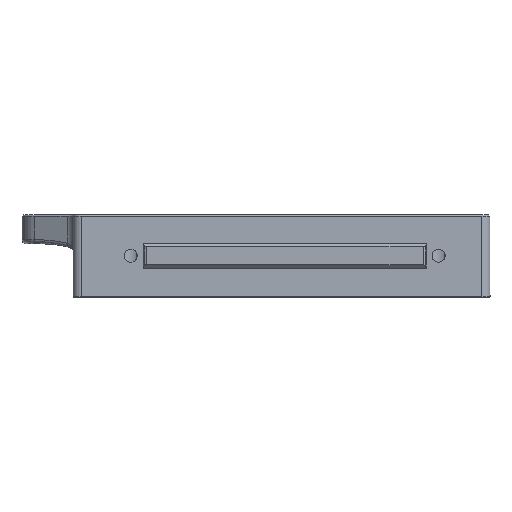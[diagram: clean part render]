
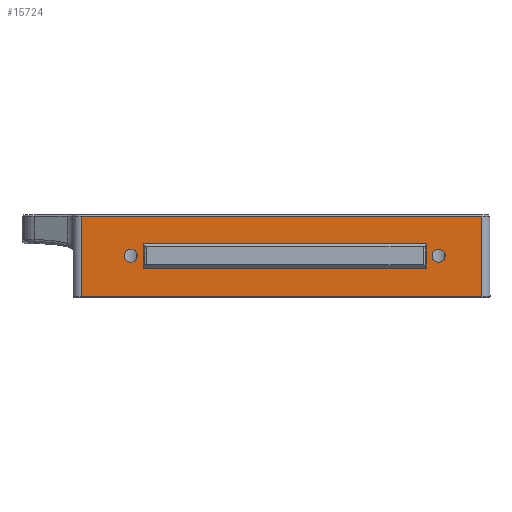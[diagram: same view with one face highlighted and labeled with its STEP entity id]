
A CAD part, top view. The second image highlights one B-rep face of the part: STEP entity #15724.
In plain terms, the highlighted planar face has unit normal (0, 0, 1).
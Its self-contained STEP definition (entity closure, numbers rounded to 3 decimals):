
#286 = FACE_BOUND ( 'NONE', #14532, .T. ) ;
#305 = ORIENTED_EDGE ( 'NONE', *, *, #8042, .T. ) ;
#365 = EDGE_CURVE ( 'NONE', #16662, #9674, #14261, .T. ) ;
#445 = DIRECTION ( 'NONE',  ( -1., 0., 0. ) ) ;
#488 = DIRECTION ( 'NONE',  ( 0., 0., -1. ) ) ;
#615 = EDGE_LOOP ( 'NONE', ( #5609, #8825 ) ) ;
#751 = CARTESIAN_POINT ( 'NONE',  ( -38.374, 22.572, 118.684 ) ) ;
#759 = CARTESIAN_POINT ( 'NONE',  ( -17.274, 19.572, 118.684 ) ) ;
#810 = DIRECTION ( 'NONE',  ( -1., 0., 0. ) ) ;
#893 = CARTESIAN_POINT ( 'NONE',  ( -89.274, 22.572, 118.684 ) ) ;
#1081 = VERTEX_POINT ( 'NONE', #10238 ) ;
#1091 = EDGE_CURVE ( 'NONE', #1081, #15360, #7096, .T. ) ;
#1129 = CARTESIAN_POINT ( 'NONE',  ( -6.774, 29.172, 118.684 ) ) ;
#1153 = ORIENTED_EDGE ( 'NONE', *, *, #11822, .T. ) ;
#1392 = FACE_BOUND ( 'NONE', #15524, .T. ) ;
#1515 = DIRECTION ( 'NONE',  ( 0., 1., 0. ) ) ;
#1720 = EDGE_CURVE ( 'NONE', #8179, #13467, #12045, .T. ) ;
#1802 = CARTESIAN_POINT ( 'NONE',  ( -92.274, 19.572, 118.684 ) ) ;
#2015 = EDGE_CURVE ( 'NONE', #13467, #3145, #8697, .T. ) ;
#2122 = LINE ( 'NONE', #751, #7534 ) ;
#2254 = CARTESIAN_POINT ( 'NONE',  ( -20.274, 13.072, 118.684 ) ) ;
#2314 = LINE ( 'NONE', #2402, #12593 ) ;
#2338 = DIRECTION ( 'NONE',  ( 0., -1., 0. ) ) ;
#2402 = CARTESIAN_POINT ( 'NONE',  ( -89.274, 16.072, 118.684 ) ) ;
#2511 = VERTEX_POINT ( 'NONE', #14116 ) ;
#2752 = CARTESIAN_POINT ( 'NONE',  ( -56.474, 9.572, 118.684 ) ) ;
#2806 = CIRCLE ( 'NONE', #15219, 1.6 ) ;
#2904 = CARTESIAN_POINT ( 'NONE',  ( -92.274, 19.572, 118.684 ) ) ;
#3052 = CARTESIAN_POINT ( 'NONE',  ( -89.274, 16.572, 118.684 ) ) ;
#3145 = VERTEX_POINT ( 'NONE', #1129 ) ;
#3200 = CARTESIAN_POINT ( 'NONE',  ( -20.274, 22.572, 118.684 ) ) ;
#3468 = CARTESIAN_POINT ( 'NONE',  ( -17.274, 19.572, 118.684 ) ) ;
#3576 = VERTEX_POINT ( 'NONE', #3200 ) ;
#3616 = EDGE_CURVE ( 'NONE', #18012, #2511, #17634, .T. ) ;
#3720 = AXIS2_PLACEMENT_3D ( 'NONE', #3468, #10323, #810 ) ;
#3952 = CARTESIAN_POINT ( 'NONE',  ( -6.774, 9.572, 118.684 ) ) ;
#3991 = CARTESIAN_POINT ( 'NONE',  ( -104.274, 9.572, 118.684 ) ) ;
#4101 = DIRECTION ( 'NONE',  ( -1., 0., 0. ) ) ;
#4220 = ORIENTED_EDGE ( 'NONE', *, *, #4753, .T. ) ;
#4753 = EDGE_CURVE ( 'NONE', #16113, #8179, #9389, .T. ) ;
#5019 = CARTESIAN_POINT ( 'NONE',  ( -74.299, 9.572, 118.684 ) ) ;
#5275 = VERTEX_POINT ( 'NONE', #893 ) ;
#5497 = ORIENTED_EDGE ( 'NONE', *, *, #1720, .T. ) ;
#5535 = CARTESIAN_POINT ( 'NONE',  ( -93.874, 19.572, 118.684 ) ) ;
#5609 = ORIENTED_EDGE ( 'NONE', *, *, #3616, .T. ) ;
#6055 = AXIS2_PLACEMENT_3D ( 'NONE', #2752, #14144, #7028 ) ;
#6146 = ORIENTED_EDGE ( 'NONE', *, *, #7077, .T. ) ;
#7028 = DIRECTION ( 'NONE',  ( 1., 0., 0. ) ) ;
#7062 = ORIENTED_EDGE ( 'NONE', *, *, #15578, .T. ) ;
#7077 = EDGE_CURVE ( 'NONE', #15360, #5275, #2314, .T. ) ;
#7096 = LINE ( 'NONE', #14409, #17530 ) ;
#7534 = VECTOR ( 'NONE', #17678, 1000. ) ;
#8042 = EDGE_CURVE ( 'NONE', #3576, #1081, #14822, .T. ) ;
#8179 = VERTEX_POINT ( 'NONE', #3991 ) ;
#8268 = ORIENTED_EDGE ( 'NONE', *, *, #16466, .T. ) ;
#8379 = ORIENTED_EDGE ( 'NONE', *, *, #365, .T. ) ;
#8697 = LINE ( 'NONE', #9812, #14222 ) ;
#8825 = ORIENTED_EDGE ( 'NONE', *, *, #9206, .T. ) ;
#8902 = DIRECTION ( 'NONE',  ( 1., 0., 0. ) ) ;
#8976 = VECTOR ( 'NONE', #12713, 1000. ) ;
#8993 = DIRECTION ( 'NONE',  ( 0., 0., -1. ) ) ;
#9206 = EDGE_CURVE ( 'NONE', #2511, #18012, #2806, .T. ) ;
#9389 = LINE ( 'NONE', #13731, #11674 ) ;
#9674 = VERTEX_POINT ( 'NONE', #17566 ) ;
#9782 = PLANE ( 'NONE',  #6055 ) ;
#9812 = CARTESIAN_POINT ( 'NONE',  ( -6.774, 9.572, 118.684 ) ) ;
#10238 = CARTESIAN_POINT ( 'NONE',  ( -20.274, 16.572, 118.684 ) ) ;
#10323 = DIRECTION ( 'NONE',  ( 0., 0., -1. ) ) ;
#10694 = AXIS2_PLACEMENT_3D ( 'NONE', #1802, #8993, #14387 ) ;
#10749 = AXIS2_PLACEMENT_3D ( 'NONE', #2904, #15671, #4101 ) ;
#10939 = CARTESIAN_POINT ( 'NONE',  ( -104.274, 29.172, 118.684 ) ) ;
#11323 = CARTESIAN_POINT ( 'NONE',  ( -18.874, 19.572, 118.684 ) ) ;
#11674 = VECTOR ( 'NONE', #17807, 1000. ) ;
#11739 = EDGE_LOOP ( 'NONE', ( #13816, #1153, #4220, #5497 ) ) ;
#11822 = EDGE_CURVE ( 'NONE', #3145, #16113, #15390, .T. ) ;
#12045 = LINE ( 'NONE', #5019, #17787 ) ;
#12593 = VECTOR ( 'NONE', #13676, 1000. ) ;
#12713 = DIRECTION ( 'NONE',  ( -1., 0., 0. ) ) ;
#13467 = VERTEX_POINT ( 'NONE', #3952 ) ;
#13676 = DIRECTION ( 'NONE',  ( 0., 1., 0. ) ) ;
#13731 = CARTESIAN_POINT ( 'NONE',  ( -104.274, 9.572, 118.684 ) ) ;
#13816 = ORIENTED_EDGE ( 'NONE', *, *, #2015, .T. ) ;
#13990 = VECTOR ( 'NONE', #2338, 1000. ) ;
#14116 = CARTESIAN_POINT ( 'NONE',  ( -15.674, 19.572, 118.684 ) ) ;
#14144 = DIRECTION ( 'NONE',  ( 0., 0., 1. ) ) ;
#14222 = VECTOR ( 'NONE', #1515, 1000. ) ;
#14261 = CIRCLE ( 'NONE', #10694, 1.6 ) ;
#14387 = DIRECTION ( 'NONE',  ( -1., 0., 0. ) ) ;
#14409 = CARTESIAN_POINT ( 'NONE',  ( -72.874, 16.572, 118.684 ) ) ;
#14420 = FACE_BOUND ( 'NONE', #615, .T. ) ;
#14532 = EDGE_LOOP ( 'NONE', ( #6146, #7062, #305, #17597 ) ) ;
#14822 = LINE ( 'NONE', #2254, #13990 ) ;
#14896 = CIRCLE ( 'NONE', #10749, 1.6 ) ;
#15219 = AXIS2_PLACEMENT_3D ( 'NONE', #759, #488, #16098 ) ;
#15360 = VERTEX_POINT ( 'NONE', #3052 ) ;
#15390 = LINE ( 'NONE', #10939, #8976 ) ;
#15524 = EDGE_LOOP ( 'NONE', ( #8379, #8268 ) ) ;
#15578 = EDGE_CURVE ( 'NONE', #5275, #3576, #2122, .T. ) ;
#15671 = DIRECTION ( 'NONE',  ( 0., 0., -1. ) ) ;
#15724 = ADVANCED_FACE ( 'NONE', ( #286, #14420, #1392, #18209 ), #9782, .T. ) ;
#16098 = DIRECTION ( 'NONE',  ( -1., 0., 0. ) ) ;
#16113 = VERTEX_POINT ( 'NONE', #17111 ) ;
#16466 = EDGE_CURVE ( 'NONE', #9674, #16662, #14896, .T. ) ;
#16662 = VERTEX_POINT ( 'NONE', #5535 ) ;
#17111 = CARTESIAN_POINT ( 'NONE',  ( -104.274, 29.172, 118.684 ) ) ;
#17530 = VECTOR ( 'NONE', #445, 1000. ) ;
#17566 = CARTESIAN_POINT ( 'NONE',  ( -90.674, 19.572, 118.684 ) ) ;
#17597 = ORIENTED_EDGE ( 'NONE', *, *, #1091, .T. ) ;
#17634 = CIRCLE ( 'NONE', #3720, 1.6 ) ;
#17678 = DIRECTION ( 'NONE',  ( 1., 0., 0. ) ) ;
#17787 = VECTOR ( 'NONE', #8902, 1000. ) ;
#17807 = DIRECTION ( 'NONE',  ( 0., -1., 0. ) ) ;
#18012 = VERTEX_POINT ( 'NONE', #11323 ) ;
#18209 = FACE_OUTER_BOUND ( 'NONE', #11739, .T. ) ;
